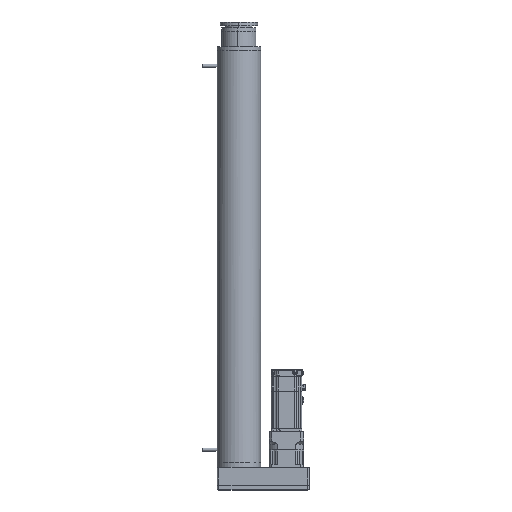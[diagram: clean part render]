
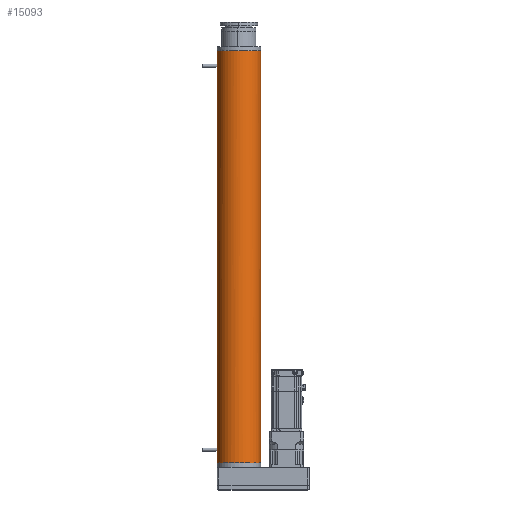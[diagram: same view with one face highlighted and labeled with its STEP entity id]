
A CAD part, top view. The second image highlights one B-rep face of the part: STEP entity #15093.
In plain terms, the highlighted cylindrical face has radius 57.5 mm (diameter 115 mm), a partial arc.
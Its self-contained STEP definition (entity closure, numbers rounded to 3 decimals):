
#5639 = CARTESIAN_POINT ( 'NONE',  ( 0., 0., 1083. ) ) ;
#5806 = CARTESIAN_POINT ( 'NONE',  ( 0., 0., 0. ) ) ;
#6609 = AXIS2_PLACEMENT_3D ( 'NONE', #5639, #117012, #30438 ) ;
#7024 = CYLINDRICAL_SURFACE ( 'NONE', #6609, 57.5 ) ;
#9181 = EDGE_LOOP ( 'NONE', ( #52328, #97769, #97918, #28182 ) ) ;
#11241 = CARTESIAN_POINT ( 'NONE',  ( 38.001, 43.324, 1083. ) ) ;
#11778 = CARTESIAN_POINT ( 'NONE',  ( 57.134, 7.527, 1083. ) ) ;
#12878 = CARTESIAN_POINT ( 'NONE',  ( -54.568, 18.529, 1083. ) ) ;
#13384 = CARTESIAN_POINT ( 'NONE',  ( -57.502, 0., 1083. ) ) ;
#14478 = CARTESIAN_POINT ( 'NONE',  ( -57.505, 3.764, 1083. ) ) ;
#15093 = ADVANCED_FACE ( 'NONE', ( #85879 ), #7024, .T. ) ;
#22968 = B_SPLINE_CURVE_WITH_KNOTS ( 'NONE', 3,
 ( #133921, #61378, #11778, #73653, #84368, #110785, #146274, #35519, #121539, #11241, #49525, #47912, #23643, #135509, #36031, #25218, #39233, #150002, #61896, #125233, #113409, #111299, #26296, #88079, #88599, #99962, #38681, #26818, #147881, #12878, #50064, #37634, #14478, #13384 ),
 .UNSPECIFIED., .F., .F.,
 ( 4, 2, 2, 2, 2, 2, 2, 2, 2, 2, 2, 2, 2, 2, 2, 2, 4 ),
 ( 0., 0.031, 0.062, 0.094, 0.125, 0.156, 0.187, 0.219, 0.25, 0.281, 0.313, 0.344, 0.375, 0.406, 0.438, 0.469, 0.5 ),
 .UNSPECIFIED. ) ;
#23643 = CARTESIAN_POINT ( 'NONE',  ( 25.483, 51.687, 1083. ) ) ;
#24041 = LINE ( 'NONE', #28115, #139541 ) ;
#25218 = CARTESIAN_POINT ( 'NONE',  ( 7.527, 57.134, 1083. ) ) ;
#26296 = CARTESIAN_POINT ( 'NONE',  ( -28.819, 49.905, 1083. ) ) ;
#26818 = CARTESIAN_POINT ( 'NONE',  ( -49.905, 28.819, 1083. ) ) ;
#28115 = CARTESIAN_POINT ( 'NONE',  ( -57.5, 0., 1083. ) ) ;
#28182 = ORIENTED_EDGE ( 'NONE', *, *, #143222, .F. ) ;
#28983 = AXIS2_PLACEMENT_3D ( 'NONE', #5806, #152231, #66222 ) ;
#30438 = DIRECTION ( 'NONE',  ( -1., 0., 0. ) ) ;
#35519 = CARTESIAN_POINT ( 'NONE',  ( 45.723, 35.077, 1083. ) ) ;
#36031 = CARTESIAN_POINT ( 'NONE',  ( 14.91, 55.666, 1083. ) ) ;
#37634 = CARTESIAN_POINT ( 'NONE',  ( -57.134, 7.527, 1083. ) ) ;
#38681 = CARTESIAN_POINT ( 'NONE',  ( -45.723, 35.077, 1083. ) ) ;
#39233 = CARTESIAN_POINT ( 'NONE',  ( 3.764, 57.505, 1083. ) ) ;
#47912 = CARTESIAN_POINT ( 'NONE',  ( 28.819, 49.905, 1083. ) ) ;
#49525 = CARTESIAN_POINT ( 'NONE',  ( 35.077, 45.723, 1083. ) ) ;
#50064 = CARTESIAN_POINT ( 'NONE',  ( -55.666, 14.91, 1083. ) ) ;
#52328 = ORIENTED_EDGE ( 'NONE', *, *, #83668, .F. ) ;
#61378 = CARTESIAN_POINT ( 'NONE',  ( 57.505, 3.764, 1083. ) ) ;
#61896 = CARTESIAN_POINT ( 'NONE',  ( -7.527, 57.134, 1083. ) ) ;
#66222 = DIRECTION ( 'NONE',  ( 1., 0., 0. ) ) ;
#73653 = CARTESIAN_POINT ( 'NONE',  ( 55.666, 14.91, 1083. ) ) ;
#82659 = VERTEX_POINT ( 'NONE', #155406 ) ;
#83668 = EDGE_CURVE ( 'NONE', #144447, #149150, #22968, .T. ) ;
#84368 = CARTESIAN_POINT ( 'NONE',  ( 54.568, 18.529, 1083. ) ) ;
#85879 = FACE_OUTER_BOUND ( 'NONE', #9181, .T. ) ;
#88079 = CARTESIAN_POINT ( 'NONE',  ( -35.077, 45.723, 1083. ) ) ;
#88599 = CARTESIAN_POINT ( 'NONE',  ( -38.001, 43.324, 1083. ) ) ;
#89618 = LINE ( 'NONE', #137840, #97363 ) ;
#95351 = CARTESIAN_POINT ( 'NONE',  ( 57.502, 0., 1083. ) ) ;
#97363 = VECTOR ( 'NONE', #113619, 1000. ) ;
#97769 = ORIENTED_EDGE ( 'NONE', *, *, #98250, .T. ) ;
#97918 = ORIENTED_EDGE ( 'NONE', *, *, #110300, .T. ) ;
#98250 = EDGE_CURVE ( 'NONE', #144447, #135244, #89618, .T. ) ;
#99962 = CARTESIAN_POINT ( 'NONE',  ( -43.324, 38.001, 1083. ) ) ;
#102643 = CARTESIAN_POINT ( 'NONE',  ( 57.5, 0., 0. ) ) ;
#105283 = CARTESIAN_POINT ( 'NONE',  ( -57.502, 0., 1083. ) ) ;
#110300 = EDGE_CURVE ( 'NONE', #135244, #82659, #110328, .T. ) ;
#110328 = CIRCLE ( 'NONE', #28983, 57.5 ) ;
#110785 = CARTESIAN_POINT ( 'NONE',  ( 51.687, 25.483, 1083. ) ) ;
#111299 = CARTESIAN_POINT ( 'NONE',  ( -25.483, 51.687, 1083. ) ) ;
#112043 = DIRECTION ( 'NONE',  ( 0., 0., -1. ) ) ;
#113409 = CARTESIAN_POINT ( 'NONE',  ( -18.529, 54.568, 1083. ) ) ;
#113619 = DIRECTION ( 'NONE',  ( 0., 0., -1. ) ) ;
#117012 = DIRECTION ( 'NONE',  ( 0., 0., -1. ) ) ;
#121539 = CARTESIAN_POINT ( 'NONE',  ( 43.324, 38.001, 1083. ) ) ;
#125233 = CARTESIAN_POINT ( 'NONE',  ( -14.91, 55.666, 1083. ) ) ;
#133921 = CARTESIAN_POINT ( 'NONE',  ( 57.502, 0., 1083. ) ) ;
#135244 = VERTEX_POINT ( 'NONE', #102643 ) ;
#135509 = CARTESIAN_POINT ( 'NONE',  ( 18.529, 54.568, 1083. ) ) ;
#137840 = CARTESIAN_POINT ( 'NONE',  ( 57.5, 0., 1083. ) ) ;
#139541 = VECTOR ( 'NONE', #112043, 1000. ) ;
#143222 = EDGE_CURVE ( 'NONE', #149150, #82659, #24041, .T. ) ;
#144447 = VERTEX_POINT ( 'NONE', #95351 ) ;
#146274 = CARTESIAN_POINT ( 'NONE',  ( 49.905, 28.819, 1083. ) ) ;
#147881 = CARTESIAN_POINT ( 'NONE',  ( -51.687, 25.483, 1083. ) ) ;
#149150 = VERTEX_POINT ( 'NONE', #105283 ) ;
#150002 = CARTESIAN_POINT ( 'NONE',  ( -3.764, 57.505, 1083. ) ) ;
#152231 = DIRECTION ( 'NONE',  ( 0., 0., 1. ) ) ;
#155406 = CARTESIAN_POINT ( 'NONE',  ( -57.5, 0., 0. ) ) ;
